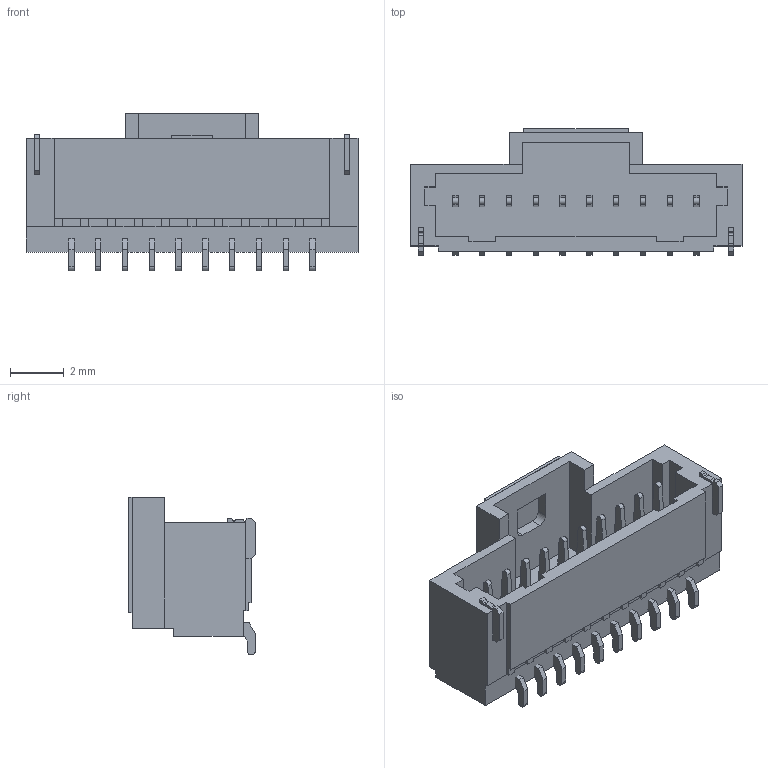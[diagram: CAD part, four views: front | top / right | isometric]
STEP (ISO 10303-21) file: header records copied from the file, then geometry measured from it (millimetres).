
FILE_DESCRIPTION( ( 'STEP AP203' ), '1' );
FILE_NAME( 'T1M-10-F-SH-L-K.stp', '2022-02-02T17:04:23', ( 'License CC BY-ND 4.0' ), ( 'CADENAS' ), ' ', 'PARTsolutions', ' ' );
FILE_SCHEMA( ( 'CONFIG_CONTROL_DESIGN' ) );
Length unit declared in the file: millimetre
Products named in the file (4): T1M-10-F-SH-L-K; _T1T1M-10-T-SH-L; _P2T1M-10-T-SH-L; _K-DOT-154x170-297-005
Assembly tree (3 placements, depth 2):
  T1M-10-F-SH-L-K
    _T1T1M-10-T-SH-L
    _P2T1M-10-T-SH-L
    _K-DOT-154x170-297-005
Bounding box: 12.4 x 4.73 x 5.9 mm (x, y, z)
Volume: 107.9 mm3; surface area: 459.4 mm2
Topology: 3 solids, 3 shells, 291 faces, 799 edges, 514 vertices
Faces by surface type: plane 263, cylinder 28
Entity records: 9162 total; most frequent: CARTESIAN_POINT 1608, ORIENTED_EDGE 1598, DIRECTION 1445, EDGE_CURVE 799, LINE 743, VECTOR 743, VERTEX_POINT 514, AXIS2_PLACEMENT_3D 351
